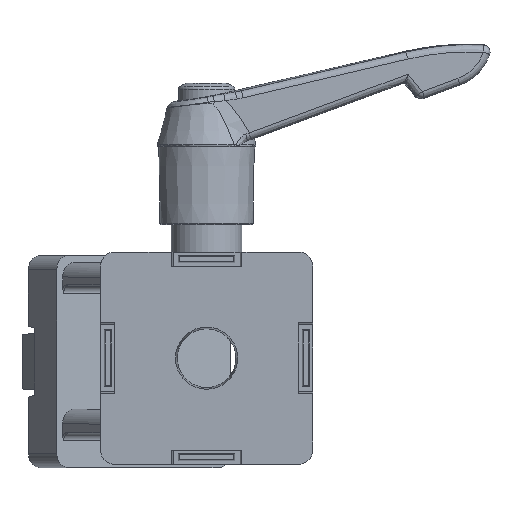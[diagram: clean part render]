
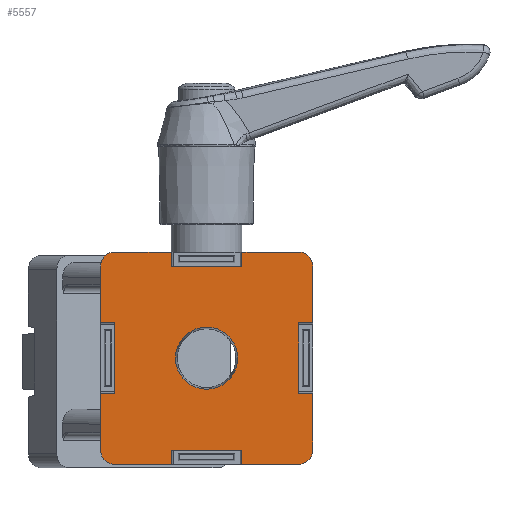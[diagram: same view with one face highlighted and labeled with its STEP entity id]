
A CAD part, front view. The second image highlights one B-rep face of the part: STEP entity #5557.
In plain terms, the highlighted face is planar.
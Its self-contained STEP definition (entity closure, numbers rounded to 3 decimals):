
#102=FACE_BOUND('',#1607,.T.);
#133=PLANE('',#6075);
#660=LINE('',#8714,#958);
#664=LINE('',#8722,#962);
#667=LINE('',#8728,#965);
#671=LINE('',#8736,#969);
#674=LINE('',#8742,#972);
#678=LINE('',#8750,#976);
#681=LINE('',#8756,#979);
#685=LINE('',#8764,#983);
#694=LINE('',#8836,#992);
#695=LINE('',#8838,#993);
#696=LINE('',#8839,#994);
#697=LINE('',#8842,#995);
#698=LINE('',#8844,#996);
#699=LINE('',#8845,#997);
#700=LINE('',#8848,#998);
#701=LINE('',#8850,#999);
#702=LINE('',#8851,#1000);
#703=LINE('',#8854,#1001);
#704=LINE('',#8856,#1002);
#705=LINE('',#8857,#1003);
#958=VECTOR('',#6854,1000.);
#962=VECTOR('',#6858,1000.);
#965=VECTOR('',#6863,1000.);
#969=VECTOR('',#6867,1000.);
#972=VECTOR('',#6872,1000.);
#976=VECTOR('',#6876,1000.);
#979=VECTOR('',#6881,1000.);
#983=VECTOR('',#6885,1000.);
#992=VECTOR('',#6914,1000.);
#993=VECTOR('',#6915,1000.);
#994=VECTOR('',#6916,1000.);
#995=VECTOR('',#6919,1000.);
#996=VECTOR('',#6920,1000.);
#997=VECTOR('',#6921,1000.);
#998=VECTOR('',#6924,1000.);
#999=VECTOR('',#6925,1000.);
#1000=VECTOR('',#6926,1000.);
#1001=VECTOR('',#6929,1000.);
#1002=VECTOR('',#6930,1000.);
#1003=VECTOR('',#6931,1000.);
#1248=FACE_OUTER_BOUND('',#1606,.T.);
#1606=EDGE_LOOP('',(#3948,#3949,#3950,#3951,#3952,#3953,#3954,#3955,#3956,
#3957,#3958,#3959,#3960,#3961,#3962,#3963,#3964,#3965,#3966,#3967,#3968,
#3969,#3970,#3971));
#1607=EDGE_LOOP('',(#3972,#3973));
#1978=CIRCLE('',#6049,4.394);
#1979=CIRCLE('',#6050,4.394);
#1985=CIRCLE('',#6076,2.);
#1986=CIRCLE('',#6077,2.);
#1987=CIRCLE('',#6078,2.);
#1988=CIRCLE('',#6079,2.);
#2369=VERTEX_POINT('',#8514);
#2370=VERTEX_POINT('',#8516);
#2417=VERTEX_POINT('',#8711);
#2418=VERTEX_POINT('',#8713);
#2421=VERTEX_POINT('',#8719);
#2422=VERTEX_POINT('',#8721);
#2423=VERTEX_POINT('',#8725);
#2424=VERTEX_POINT('',#8727);
#2427=VERTEX_POINT('',#8733);
#2428=VERTEX_POINT('',#8735);
#2429=VERTEX_POINT('',#8739);
#2430=VERTEX_POINT('',#8741);
#2433=VERTEX_POINT('',#8747);
#2434=VERTEX_POINT('',#8749);
#2435=VERTEX_POINT('',#8753);
#2436=VERTEX_POINT('',#8755);
#2439=VERTEX_POINT('',#8761);
#2440=VERTEX_POINT('',#8763);
#2453=VERTEX_POINT('',#8835);
#2454=VERTEX_POINT('',#8837);
#2455=VERTEX_POINT('',#8841);
#2456=VERTEX_POINT('',#8843);
#2457=VERTEX_POINT('',#8847);
#2458=VERTEX_POINT('',#8849);
#2459=VERTEX_POINT('',#8853);
#2460=VERTEX_POINT('',#8855);
#2933=EDGE_CURVE('',#2370,#2369,#1978,.T.);
#2934=EDGE_CURVE('',#2369,#2370,#1979,.T.);
#2990=EDGE_CURVE('',#2417,#2418,#660,.T.);
#2994=EDGE_CURVE('',#2421,#2422,#664,.T.);
#2997=EDGE_CURVE('',#2423,#2424,#667,.T.);
#3001=EDGE_CURVE('',#2427,#2428,#671,.T.);
#3004=EDGE_CURVE('',#2429,#2430,#674,.T.);
#3008=EDGE_CURVE('',#2433,#2434,#678,.T.);
#3011=EDGE_CURVE('',#2435,#2436,#681,.T.);
#3015=EDGE_CURVE('',#2439,#2440,#685,.T.);
#3036=EDGE_CURVE('',#2453,#2435,#694,.T.);
#3037=EDGE_CURVE('',#2454,#2453,#695,.T.);
#3038=EDGE_CURVE('',#2440,#2454,#696,.T.);
#3039=EDGE_CURVE('',#2439,#2430,#1985,.T.);
#3040=EDGE_CURVE('',#2455,#2429,#697,.T.);
#3041=EDGE_CURVE('',#2456,#2455,#698,.T.);
#3042=EDGE_CURVE('',#2434,#2456,#699,.T.);
#3043=EDGE_CURVE('',#2433,#2424,#1986,.T.);
#3044=EDGE_CURVE('',#2457,#2423,#700,.T.);
#3045=EDGE_CURVE('',#2458,#2457,#701,.T.);
#3046=EDGE_CURVE('',#2428,#2458,#702,.T.);
#3047=EDGE_CURVE('',#2427,#2418,#1987,.T.);
#3048=EDGE_CURVE('',#2459,#2417,#703,.T.);
#3049=EDGE_CURVE('',#2460,#2459,#704,.T.);
#3050=EDGE_CURVE('',#2422,#2460,#705,.T.);
#3051=EDGE_CURVE('',#2421,#2436,#1988,.T.);
#3948=ORIENTED_EDGE('',*,*,#3036,.F.);
#3949=ORIENTED_EDGE('',*,*,#3037,.F.);
#3950=ORIENTED_EDGE('',*,*,#3038,.F.);
#3951=ORIENTED_EDGE('',*,*,#3015,.F.);
#3952=ORIENTED_EDGE('',*,*,#3039,.T.);
#3953=ORIENTED_EDGE('',*,*,#3004,.F.);
#3954=ORIENTED_EDGE('',*,*,#3040,.F.);
#3955=ORIENTED_EDGE('',*,*,#3041,.F.);
#3956=ORIENTED_EDGE('',*,*,#3042,.F.);
#3957=ORIENTED_EDGE('',*,*,#3008,.F.);
#3958=ORIENTED_EDGE('',*,*,#3043,.T.);
#3959=ORIENTED_EDGE('',*,*,#2997,.F.);
#3960=ORIENTED_EDGE('',*,*,#3044,.F.);
#3961=ORIENTED_EDGE('',*,*,#3045,.F.);
#3962=ORIENTED_EDGE('',*,*,#3046,.F.);
#3963=ORIENTED_EDGE('',*,*,#3001,.F.);
#3964=ORIENTED_EDGE('',*,*,#3047,.T.);
#3965=ORIENTED_EDGE('',*,*,#2990,.F.);
#3966=ORIENTED_EDGE('',*,*,#3048,.F.);
#3967=ORIENTED_EDGE('',*,*,#3049,.F.);
#3968=ORIENTED_EDGE('',*,*,#3050,.F.);
#3969=ORIENTED_EDGE('',*,*,#2994,.F.);
#3970=ORIENTED_EDGE('',*,*,#3051,.T.);
#3971=ORIENTED_EDGE('',*,*,#3011,.F.);
#3972=ORIENTED_EDGE('',*,*,#2933,.T.);
#3973=ORIENTED_EDGE('',*,*,#2934,.T.);
#5557=ADVANCED_FACE('',(#1248,#102),#133,.T.);
#6049=AXIS2_PLACEMENT_3D('',#8517,#6776,#6777);
#6050=AXIS2_PLACEMENT_3D('',#8518,#6778,#6779);
#6075=AXIS2_PLACEMENT_3D('',#8834,#6912,#6913);
#6076=AXIS2_PLACEMENT_3D('',#8840,#6917,#6918);
#6077=AXIS2_PLACEMENT_3D('',#8846,#6922,#6923);
#6078=AXIS2_PLACEMENT_3D('',#8852,#6927,#6928);
#6079=AXIS2_PLACEMENT_3D('',#8858,#6932,#6933);
#6776=DIRECTION('center_axis',(0.,0.,1.));
#6777=DIRECTION('ref_axis',(-1.,0.,0.));
#6778=DIRECTION('center_axis',(0.,0.,1.));
#6779=DIRECTION('ref_axis',(-1.,0.,0.));
#6854=DIRECTION('',(0.,-1.,0.));
#6858=DIRECTION('',(0.,-1.,0.));
#6863=DIRECTION('',(1.,0.,0.));
#6867=DIRECTION('',(1.,0.,0.));
#6872=DIRECTION('',(0.,1.,0.));
#6876=DIRECTION('',(0.,1.,0.));
#6881=DIRECTION('',(-1.,0.,0.));
#6885=DIRECTION('',(-1.,0.,0.));
#6912=DIRECTION('center_axis',(0.,0.,-1.));
#6913=DIRECTION('ref_axis',(-1.,0.,0.));
#6914=DIRECTION('',(0.,1.,0.));
#6915=DIRECTION('',(-1.,0.,0.));
#6916=DIRECTION('',(0.,-1.,0.));
#6917=DIRECTION('center_axis',(0.,0.,-1.));
#6918=DIRECTION('ref_axis',(-1.,0.,0.));
#6919=DIRECTION('',(1.,0.,0.));
#6920=DIRECTION('',(0.,1.,0.));
#6921=DIRECTION('',(-1.,0.,0.));
#6922=DIRECTION('center_axis',(0.,0.,-1.));
#6923=DIRECTION('ref_axis',(-1.,0.,0.));
#6924=DIRECTION('',(0.,-1.,0.));
#6925=DIRECTION('',(1.,0.,0.));
#6926=DIRECTION('',(0.,1.,0.));
#6927=DIRECTION('center_axis',(0.,0.,-1.));
#6928=DIRECTION('ref_axis',(-1.,0.,0.));
#6929=DIRECTION('',(-1.,0.,0.));
#6930=DIRECTION('',(0.,-1.,0.));
#6931=DIRECTION('',(1.,0.,0.));
#6932=DIRECTION('center_axis',(0.,0.,-1.));
#6933=DIRECTION('ref_axis',(-1.,0.,0.));
#8514=CARTESIAN_POINT('',(4.394,0.,0.));
#8516=CARTESIAN_POINT('',(-4.394,0.,0.));
#8517=CARTESIAN_POINT('Origin',(0.,0.,0.));
#8518=CARTESIAN_POINT('Origin',(0.,0.,0.));
#8711=CARTESIAN_POINT('',(-15.,-5.,0.));
#8713=CARTESIAN_POINT('',(-15.,-13.,0.));
#8714=CARTESIAN_POINT('',(-15.,-15.,0.));
#8719=CARTESIAN_POINT('',(-15.,13.,0.));
#8721=CARTESIAN_POINT('',(-15.,5.,0.));
#8722=CARTESIAN_POINT('',(-15.,-15.,0.));
#8725=CARTESIAN_POINT('',(5.,-15.,0.));
#8727=CARTESIAN_POINT('',(13.,-15.,0.));
#8728=CARTESIAN_POINT('',(-15.,-15.,0.));
#8733=CARTESIAN_POINT('',(-13.,-15.,0.));
#8735=CARTESIAN_POINT('',(-5.,-15.,0.));
#8736=CARTESIAN_POINT('',(-15.,-15.,0.));
#8739=CARTESIAN_POINT('',(15.,5.,0.));
#8741=CARTESIAN_POINT('',(15.,13.,0.));
#8742=CARTESIAN_POINT('',(15.,-15.,0.));
#8747=CARTESIAN_POINT('',(15.,-13.,0.));
#8749=CARTESIAN_POINT('',(15.,-5.,0.));
#8750=CARTESIAN_POINT('',(15.,-15.,0.));
#8753=CARTESIAN_POINT('',(-5.,15.,0.));
#8755=CARTESIAN_POINT('',(-13.,15.,0.));
#8756=CARTESIAN_POINT('',(-15.,15.,0.));
#8761=CARTESIAN_POINT('',(13.,15.,0.));
#8763=CARTESIAN_POINT('',(5.,15.,0.));
#8764=CARTESIAN_POINT('',(-15.,15.,0.));
#8834=CARTESIAN_POINT('Origin',(-15.,15.,0.));
#8835=CARTESIAN_POINT('',(-5.,13.,0.));
#8836=CARTESIAN_POINT('',(-5.,15.,0.));
#8837=CARTESIAN_POINT('',(5.,13.,0.));
#8838=CARTESIAN_POINT('',(5.,13.,0.));
#8839=CARTESIAN_POINT('',(5.,15.,0.));
#8840=CARTESIAN_POINT('Origin',(13.,13.,0.));
#8841=CARTESIAN_POINT('',(13.,5.,0.));
#8842=CARTESIAN_POINT('',(15.,5.,0.));
#8843=CARTESIAN_POINT('',(13.,-5.,0.));
#8844=CARTESIAN_POINT('',(13.,-5.,0.));
#8845=CARTESIAN_POINT('',(15.,-5.,0.));
#8846=CARTESIAN_POINT('Origin',(13.,-13.,0.));
#8847=CARTESIAN_POINT('',(5.,-13.,0.));
#8848=CARTESIAN_POINT('',(5.,-15.,0.));
#8849=CARTESIAN_POINT('',(-5.,-13.,0.));
#8850=CARTESIAN_POINT('',(5.,-13.,0.));
#8851=CARTESIAN_POINT('',(-5.,-15.,0.));
#8852=CARTESIAN_POINT('Origin',(-13.,-13.,0.));
#8853=CARTESIAN_POINT('',(-13.,-5.,0.));
#8854=CARTESIAN_POINT('',(-15.,-5.,0.));
#8855=CARTESIAN_POINT('',(-13.,5.,0.));
#8856=CARTESIAN_POINT('',(-13.,-5.,0.));
#8857=CARTESIAN_POINT('',(-15.,5.,0.));
#8858=CARTESIAN_POINT('Origin',(-13.,13.,0.));
